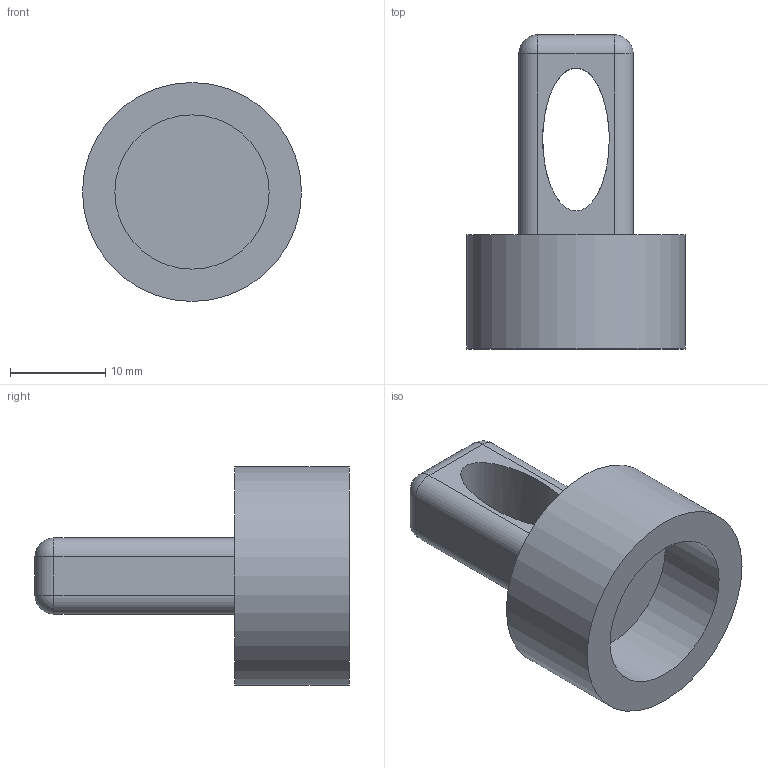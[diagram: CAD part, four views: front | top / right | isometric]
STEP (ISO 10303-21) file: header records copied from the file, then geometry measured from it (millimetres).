
FILE_DESCRIPTION(/* description */ (''),/* implementation_level */ '2;1');
FILE_NAME(/* name */ 'Ladle Loop v2.stp',/* time_stamp */ '2022-09-22T11:51:10+02:00',/* author */ (''),/* organization */ (''),/* preprocessor_version */ 'ST-DEVELOPER v19',/* originating_system */ 'Autodesk Translation Framework v11.7.0.108',/* authorisation */ '');
FILE_SCHEMA (('AUTOMOTIVE_DESIGN { 1 0 10303 214 3 1 1 }'));
Length unit declared in the file: millimetre
Products named in the file (1): Ladle Loop
Bounding box: 23 x 33 x 23 mm (x, y, z)
Volume: 4592 mm3; surface area: 2960.6 mm2
Topology: 1 solids, 1 shells, 23 faces, 45 edges, 26 vertices
Faces by surface type: cylinder 10, plane 8, sphere 4, bspline 1
Full cylindrical faces by diameter (mm): 16.2 x1, 23 x1
Entity records: 635 total; most frequent: DIRECTION 113, CARTESIAN_POINT 112, ORIENTED_EDGE 90, EDGE_CURVE 45, AXIS2_PLACEMENT_3D 45, EDGE_LOOP 27, VERTEX_POINT 26, LINE 23
